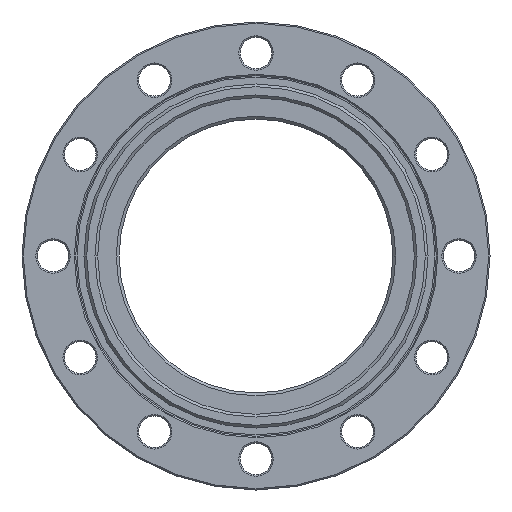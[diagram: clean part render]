
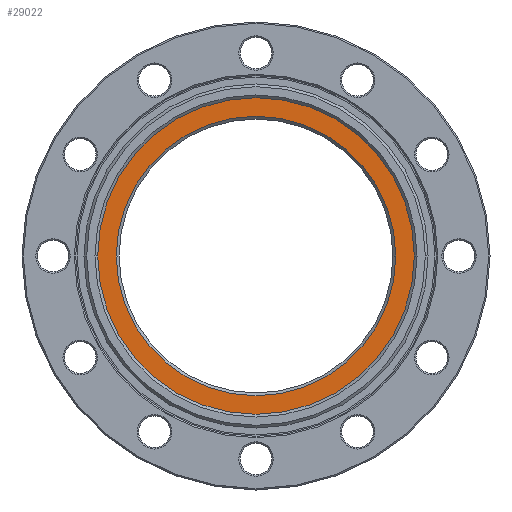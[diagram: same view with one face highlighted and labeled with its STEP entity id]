
A CAD part, left-side view. The second image highlights one B-rep face of the part: STEP entity #29022.
In plain terms, the highlighted planar face has unit normal (-1, 0, 0).
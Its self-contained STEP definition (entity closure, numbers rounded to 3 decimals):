
#942 = PLANE ( 'NONE',  #2396 ) ;
#988 = CARTESIAN_POINT ( 'NONE',  ( -65., 0., 0. ) ) ;
#1450 = AXIS2_PLACEMENT_3D ( 'NONE', #30817, #31281, #45220 ) ;
#2219 = CARTESIAN_POINT ( 'NONE',  ( -65., 115., 0. ) ) ;
#2396 = AXIS2_PLACEMENT_3D ( 'NONE', #21213, #28115, #42537 ) ;
#2732 = ORIENTED_EDGE ( 'NONE', *, *, #5376, .F. ) ;
#3010 = ORIENTED_EDGE ( 'NONE', *, *, #21520, .T. ) ;
#5376 = EDGE_CURVE ( 'NONE', #36619, #15413, #44709, .T. ) ;
#5695 = VERTEX_POINT ( 'NONE', #23024 ) ;
#7534 = AXIS2_PLACEMENT_3D ( 'NONE', #17247, #9458, #23923 ) ;
#7882 = DIRECTION ( 'NONE',  ( 0., -1., 0. ) ) ;
#9458 = DIRECTION ( 'NONE',  ( 1., 0., 0. ) ) ;
#10302 = EDGE_LOOP ( 'NONE', ( #44401, #3010 ) ) ;
#12155 = DIRECTION ( 'NONE',  ( 1., 0., 0. ) ) ;
#13848 = FACE_OUTER_BOUND ( 'NONE', #30226, .T. ) ;
#14130 = DIRECTION ( 'NONE',  ( 1., 0., 0. ) ) ;
#15413 = VERTEX_POINT ( 'NONE', #17715 ) ;
#15753 = CARTESIAN_POINT ( 'NONE',  ( -65., -101.5, 0. ) ) ;
#16385 = VERTEX_POINT ( 'NONE', #15753 ) ;
#17247 = CARTESIAN_POINT ( 'NONE',  ( -65., 0., 0. ) ) ;
#17715 = CARTESIAN_POINT ( 'NONE',  ( -65., -115., 0. ) ) ;
#19013 = AXIS2_PLACEMENT_3D ( 'NONE', #28640, #14130, #43051 ) ;
#19215 = ORIENTED_EDGE ( 'NONE', *, *, #38713, .F. ) ;
#19857 = CIRCLE ( 'NONE', #28237, 101.5 ) ;
#21213 = CARTESIAN_POINT ( 'NONE',  ( -65., 99.5, 0. ) ) ;
#21520 = EDGE_CURVE ( 'NONE', #5695, #16385, #24209, .T. ) ;
#23024 = CARTESIAN_POINT ( 'NONE',  ( -65., 101.5, 0. ) ) ;
#23923 = DIRECTION ( 'NONE',  ( 0., 1., 0. ) ) ;
#24209 = CIRCLE ( 'NONE', #1450, 101.5 ) ;
#28115 = DIRECTION ( 'NONE',  ( -1., 0., 0. ) ) ;
#28237 = AXIS2_PLACEMENT_3D ( 'NONE', #988, #12155, #7882 ) ;
#28640 = CARTESIAN_POINT ( 'NONE',  ( -65., 0., 0. ) ) ;
#29022 = ADVANCED_FACE ( 'NONE', ( #13848, #29722 ), #942, .T. ) ;
#29722 = FACE_BOUND ( 'NONE', #10302, .T. ) ;
#30226 = EDGE_LOOP ( 'NONE', ( #19215, #2732 ) ) ;
#30817 = CARTESIAN_POINT ( 'NONE',  ( -65., 0., 0. ) ) ;
#31281 = DIRECTION ( 'NONE',  ( 1., 0., 0. ) ) ;
#36619 = VERTEX_POINT ( 'NONE', #2219 ) ;
#38713 = EDGE_CURVE ( 'NONE', #15413, #36619, #41634, .T. ) ;
#41634 = CIRCLE ( 'NONE', #7534, 115. ) ;
#42537 = DIRECTION ( 'NONE',  ( 0., 1., 0. ) ) ;
#43051 = DIRECTION ( 'NONE',  ( 0., 1., 0. ) ) ;
#44401 = ORIENTED_EDGE ( 'NONE', *, *, #46688, .T. ) ;
#44709 = CIRCLE ( 'NONE', #19013, 115. ) ;
#45220 = DIRECTION ( 'NONE',  ( 0., -1., 0. ) ) ;
#46688 = EDGE_CURVE ( 'NONE', #16385, #5695, #19857, .T. ) ;
